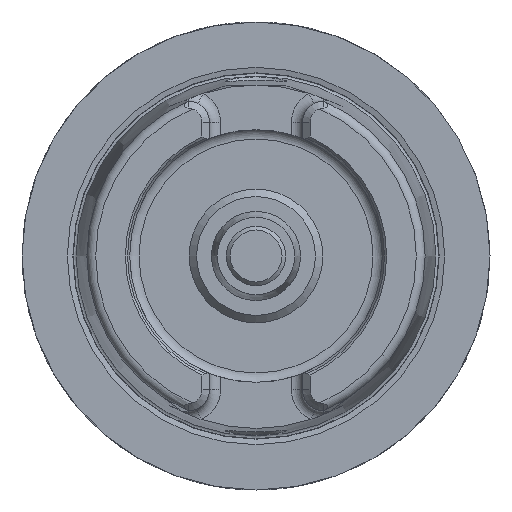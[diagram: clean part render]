
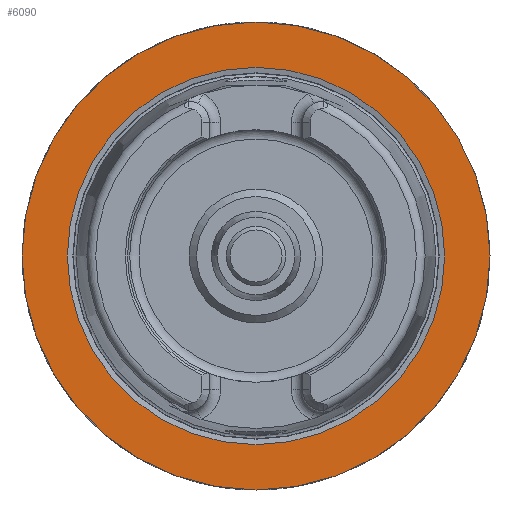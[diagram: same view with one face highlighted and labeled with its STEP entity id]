
A CAD part, left-side view. The second image highlights one B-rep face of the part: STEP entity #6090.
In plain terms, the highlighted planar face has unit normal (-1, 0, 0).
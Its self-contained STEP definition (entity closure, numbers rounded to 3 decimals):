
#5281=CARTESIAN_POINT('',(0.0,31.5,0.0));
#5282=VERTEX_POINT('',#5281);
#5283=CARTESIAN_POINT('',(0.0,0.0,0.0));
#5284=DIRECTION('',(1.0,0.0,0.0));
#5285=DIRECTION('',(0.0,1.0,0.0));
#5286=AXIS2_PLACEMENT_3D('',#5283,#5284,#5285);
#5287=CIRCLE('',#5286,31.5);
#5288=EDGE_CURVE('',#5282,#5282,#5287,.T.);
#6064=CARTESIAN_POINT('',(0.0,25.4,0.0));
#6065=VERTEX_POINT('',#6064);
#6066=CARTESIAN_POINT('',(0.0,0.0,0.0));
#6067=DIRECTION('',(1.0,0.0,0.0));
#6068=DIRECTION('',(0.0,1.0,0.0));
#6069=AXIS2_PLACEMENT_3D('',#6066,#6067,#6068);
#6070=CIRCLE('',#6069,25.4);
#6071=EDGE_CURVE('',#6065,#6065,#6070,.T.);
#6079=CARTESIAN_POINT('',(0.0,28.45,0.0));
#6080=DIRECTION('',(-1.0,0.0,0.0));
#6081=DIRECTION('',(0.0,0.0,1.0));
#6082=AXIS2_PLACEMENT_3D('',#6079,#6080,#6081);
#6083=PLANE('',#6082);
#6084=ORIENTED_EDGE('',*,*,#5288,.F.);
#6085=EDGE_LOOP('',(#6084));
#6086=FACE_OUTER_BOUND('',#6085,.T.);
#6087=ORIENTED_EDGE('',*,*,#6071,.T.);
#6088=EDGE_LOOP('',(#6087));
#6089=FACE_BOUND('',#6088,.T.);
#6090=ADVANCED_FACE('',(#6086,#6089),#6083,.T.);
